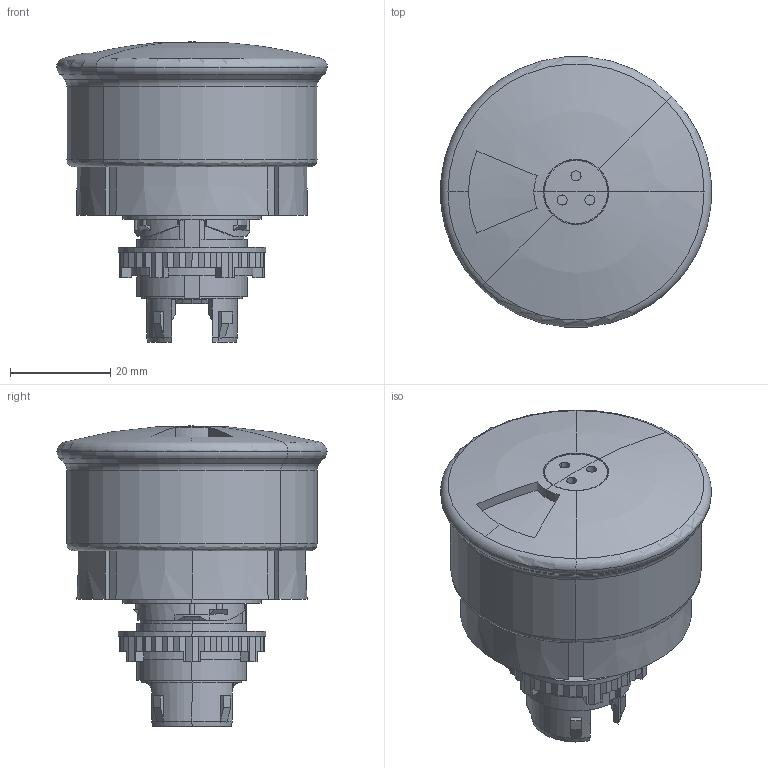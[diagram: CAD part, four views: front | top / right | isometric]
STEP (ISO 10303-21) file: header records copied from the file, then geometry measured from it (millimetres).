
FILE_DESCRIPTION(('STEP AP214'),'1');
FILE_NAME('L22DU01A.stp','2009-01-05T14:02:37',(' '),('Legrand SA'),'XStep 1.0','TRANSCAD',' ');
FILE_SCHEMA(('automotive_design'));
Length unit declared in the file: millimetre
Products named in the file (10): Part1|Corps principal ( *SOL2 - wsp *MASTER -  )|Solide.1 (  de JELE 4289 : issu de *SOL2 - wsp *MASTER -  ) ( Brep de *SOL2 ); Part1|Corps de pièce.2 ( *SOL3 - wsp *MASTER -  -Non Smart-  )|Solide.2 (  de JELE 5759 : issu de *SOL3 - wsp *MASTER -  ) ( Brep de *SOL3 ); Part1|Corps de pièce.3 ( *SOL4 - wsp *MASTER -  )|Solide.3 (  de JELE 6246 : issu de *SOL4 - wsp *MASTER -  ) ( Brep de *SOL4 ); Part1|Corps de pièce.4 ( *SOL5 - wsp *MASTER -  )|Solide.4 (  de JELE 7351 : issu de *SOL5 - wsp *MASTER -  ) ( Brep de *SOL5 ); Part1|Corps de pièce.5 ( *SOL6 - wsp *MASTER -  )|Solide.5 (  de JELE 8520 : issu de *SOL6 - wsp *MASTER -  ) ( Brep de *SOL6 ); Part1|Corps de pièce.6 ( *SOL7 - wsp *MASTER -  )|Solide.6 (  de JELE 10040 : issu de *SOL7 - wsp *MASTER -  ) ( Brep de *SOL7 ); Part1|Corps de pièce.7 ( *SOL8 - wsp *MASTER -  )|Solide.7 (  de JELE 11093 : issu de *SOL8 - wsp *MASTER -  ) ( Brep de *SOL8 ); Part1|Corps de pièce.8 ( *SOL9 - wsp *MASTER -  )|Solide.8 (  de JELE 11930 : issu de *SOL9 - wsp *MASTER -  ) ( Brep de *SOL9 ); Part1|Corps de pièce.9 ( *SOL10 - wsp *MASTER -  )|Solide.9 (  de JELE 15954 : issu de *SOL10 - wsp *MASTER -  ) ( Brep de *SOL10 ); Part1|Corps de pièce.10 ( *SOL11 - wsp *MASTER -  )|Solide.10 (  de JELE 16760 : issu de *SOL11 - wsp *MASTER -  ) ( Brep de *SOL11 )
Bounding box: 53.95 x 53.79 x 59.77 mm (x, y, z)
Volume: 37914.9 mm3; surface area: 45828.2 mm2
Topology: 10 solids, 10 shells, 753 faces, 1907 edges, 1205 vertices
Faces by surface type: plane 347, cylinder 244, cone 71, bspline 63, torus 18, sphere 10
Entity records: 33001 total; most frequent: CARTESIAN_POINT 7832, ORIENTED_EDGE 3806, DIRECTION 3632, EDGE_CURVE 1903, AXIS2_PLACEMENT_3D 1329, VERTEX_POINT 1205, LINE 974, VECTOR 974
